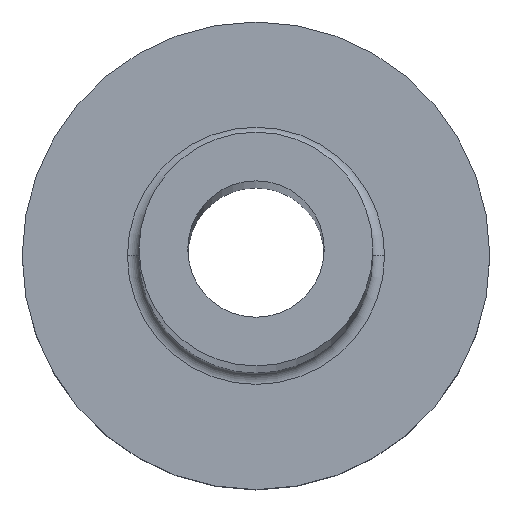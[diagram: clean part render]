
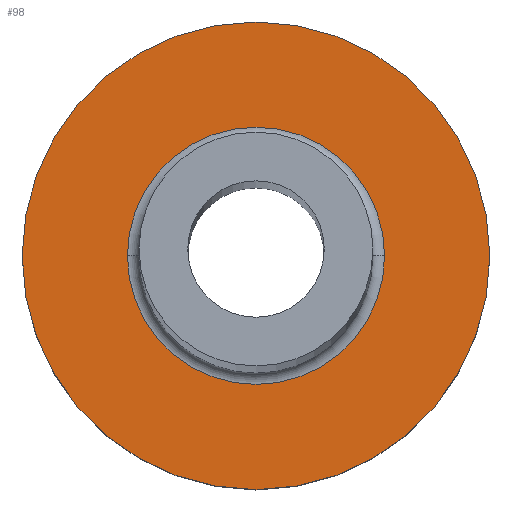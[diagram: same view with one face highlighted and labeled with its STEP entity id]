
A CAD part, top view. The second image highlights one B-rep face of the part: STEP entity #98.
In plain terms, the highlighted planar face has unit normal (0, 0, 1).
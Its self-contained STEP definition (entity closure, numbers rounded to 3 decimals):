
#4 = VERTEX_POINT ( 'NONE', #12 ) ;
#5 = AXIS2_PLACEMENT_3D ( 'NONE', #135, #241, #298 ) ;
#12 = CARTESIAN_POINT ( 'NONE',  ( -3.3, 0., 5. ) ) ;
#14 = CIRCLE ( 'NONE', #5, 6. ) ;
#28 = EDGE_LOOP ( 'NONE', ( #316, #269 ) ) ;
#41 = AXIS2_PLACEMENT_3D ( 'NONE', #61, #201, #256 ) ;
#49 = CARTESIAN_POINT ( 'NONE',  ( 0., 0., 5. ) ) ;
#54 = EDGE_CURVE ( 'NONE', #94, #180, #14, .T. ) ;
#61 = CARTESIAN_POINT ( 'NONE',  ( 0., 0., 5. ) ) ;
#64 = CIRCLE ( 'NONE', #287, 3.3 ) ;
#66 = VERTEX_POINT ( 'NONE', #240 ) ;
#70 = CARTESIAN_POINT ( 'NONE',  ( 6., 0., 5. ) ) ;
#76 = FACE_BOUND ( 'NONE', #28, .T. ) ;
#82 = AXIS2_PLACEMENT_3D ( 'NONE', #263, #185, #214 ) ;
#94 = VERTEX_POINT ( 'NONE', #70 ) ;
#98 = ADVANCED_FACE ( 'NONE', ( #76, #260 ), #187, .T. ) ;
#120 = CARTESIAN_POINT ( 'NONE',  ( 0., 0., 5. ) ) ;
#123 = DIRECTION ( 'NONE',  ( 1., 0., 0. ) ) ;
#132 = CIRCLE ( 'NONE', #41, 6. ) ;
#135 = CARTESIAN_POINT ( 'NONE',  ( 0., 0., 5. ) ) ;
#180 = VERTEX_POINT ( 'NONE', #273 ) ;
#185 = DIRECTION ( 'NONE',  ( 0., 0., 1. ) ) ;
#187 = PLANE ( 'NONE',  #82 ) ;
#201 = DIRECTION ( 'NONE',  ( 0., 0., 1. ) ) ;
#205 = EDGE_CURVE ( 'NONE', #66, #4, #64, .T. ) ;
#214 = DIRECTION ( 'NONE',  ( 1., 0., 0. ) ) ;
#235 = EDGE_CURVE ( 'NONE', #4, #66, #324, .T. ) ;
#240 = CARTESIAN_POINT ( 'NONE',  ( 3.3, 0., 5. ) ) ;
#241 = DIRECTION ( 'NONE',  ( 0., 0., 1. ) ) ;
#248 = EDGE_CURVE ( 'NONE', #180, #94, #132, .T. ) ;
#256 = DIRECTION ( 'NONE',  ( 1., 0., 0. ) ) ;
#258 = EDGE_LOOP ( 'NONE', ( #376, #344 ) ) ;
#260 = FACE_OUTER_BOUND ( 'NONE', #258, .T. ) ;
#263 = CARTESIAN_POINT ( 'NONE',  ( 0., 0., 5. ) ) ;
#269 = ORIENTED_EDGE ( 'NONE', *, *, #235, .T. ) ;
#271 = DIRECTION ( 'NONE',  ( 0., 0., -1. ) ) ;
#273 = CARTESIAN_POINT ( 'NONE',  ( -6., 0., 5. ) ) ;
#282 = DIRECTION ( 'NONE',  ( 0., 0., -1. ) ) ;
#287 = AXIS2_PLACEMENT_3D ( 'NONE', #49, #271, #310 ) ;
#298 = DIRECTION ( 'NONE',  ( 1., 0., 0. ) ) ;
#310 = DIRECTION ( 'NONE',  ( 1., 0., 0. ) ) ;
#316 = ORIENTED_EDGE ( 'NONE', *, *, #205, .T. ) ;
#324 = CIRCLE ( 'NONE', #363, 3.3 ) ;
#344 = ORIENTED_EDGE ( 'NONE', *, *, #54, .T. ) ;
#363 = AXIS2_PLACEMENT_3D ( 'NONE', #120, #282, #123 ) ;
#376 = ORIENTED_EDGE ( 'NONE', *, *, #248, .T. ) ;
